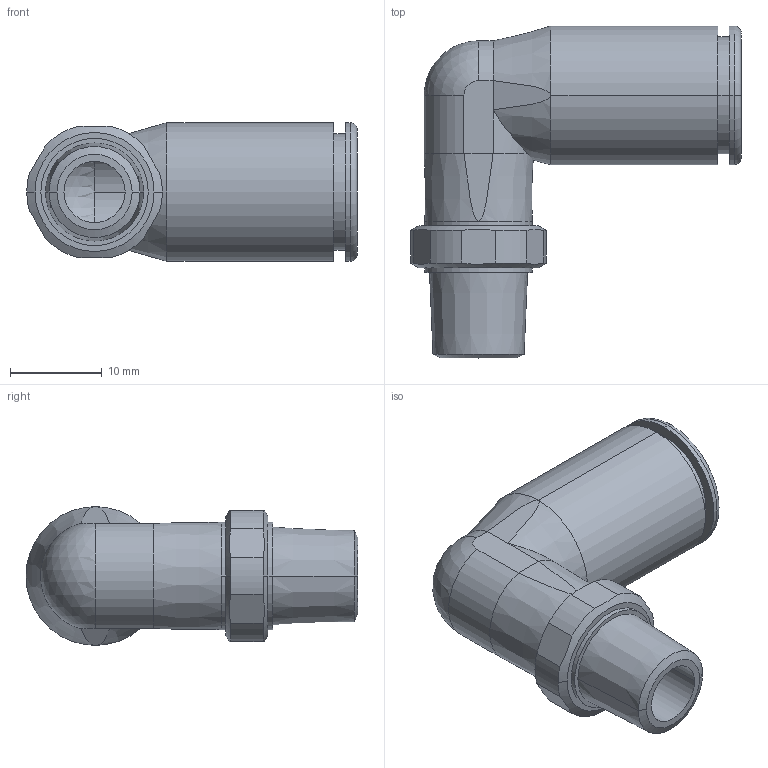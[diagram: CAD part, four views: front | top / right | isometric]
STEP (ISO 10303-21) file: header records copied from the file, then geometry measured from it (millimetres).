
FILE_DESCRIPTION((''),'2;1');
FILE_NAME('ILCP3013100','2006-11-21T',('KR'),(''),'PRO/ENGINEER BY PARAMETRIC TECHNOLOGY CORPORATION, 2005180','PRO/ENGINEER BY PARAMETRIC TECHNOLOGY CORPORATION, 2005180','');
FILE_SCHEMA(('AUTOMOTIVE_DESIGN_CC2 { 1 2 10303 214 -1 1 5 2 }'));
Length unit declared in the file: inch
Products named in the file (1): ILCP3013100
Bounding box: 35.94 x 36.12 x 15.09 mm (x, y, z)
Volume: 4684.9 mm3; surface area: 4140.1 mm2
Topology: 1 solids, 1 shells, 62 faces, 146 edges, 89 vertices
Faces by surface type: cylinder 24, plane 22, cone 12, sphere 2, torus 2
Entity records: 2176 total; most frequent: CARTESIAN_POINT 625, DIRECTION 314, ORIENTED_EDGE 288, EDGE_CURVE 144, AXIS2_PLACEMENT_3D 133, COLOUR_RGB 105, VERTEX_POINT 89, CIRCLE 71
